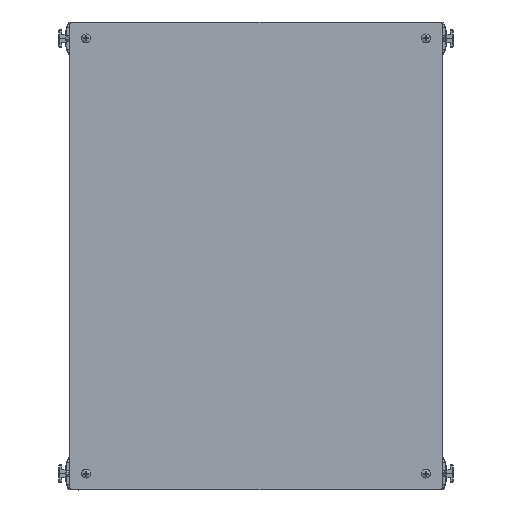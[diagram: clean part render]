
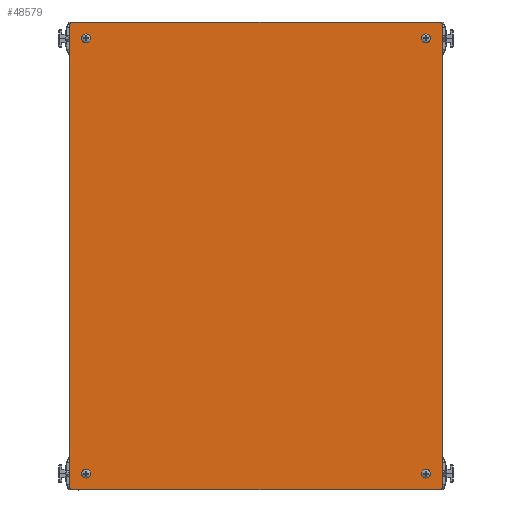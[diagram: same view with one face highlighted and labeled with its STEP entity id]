
A CAD part, top view. The second image highlights one B-rep face of the part: STEP entity #48579.
In plain terms, the highlighted planar face has unit normal (0, 0, 1).
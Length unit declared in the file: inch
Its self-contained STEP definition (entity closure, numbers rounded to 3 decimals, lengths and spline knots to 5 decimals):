
#166 = CARTESIAN_POINT ( 'NONE',  ( 7.74153, 9.51132, 0.04 ) ) ;
#1476 = FACE_BOUND ( 'NONE', #97064, .T. ) ;
#2449 = CARTESIAN_POINT ( 'NONE',  ( 0.05403, -0.17618, 0.04 ) ) ;
#2892 = CIRCLE ( 'NONE', #75176, 0.125 ) ;
#3208 = VERTEX_POINT ( 'NONE', #18934 ) ;
#3270 = CARTESIAN_POINT ( 'NONE',  ( 7.86653, 9.63632, 0.04 ) ) ;
#3732 = VECTOR ( 'NONE', #77841, 39.37008 ) ;
#3940 = CIRCLE ( 'NONE', #61947, 0.125 ) ;
#6486 = VERTEX_POINT ( 'NONE', #44971 ) ;
#7493 = DIRECTION ( 'NONE',  ( -1., 0., 0. ) ) ;
#8383 = CARTESIAN_POINT ( 'NONE',  ( -7.63347, -9.86368, 0.04 ) ) ;
#8725 = CIRCLE ( 'NONE', #63625, 0.125 ) ;
#9982 = EDGE_LOOP ( 'NONE', ( #12631, #15892, #75005, #79085, #24403, #58190, #45547, #39034 ) ) ;
#11825 = CARTESIAN_POINT ( 'NONE',  ( -7.75847, 9.51132, 0.04 ) ) ;
#12631 = ORIENTED_EDGE ( 'NONE', *, *, #16342, .F. ) ;
#12928 = EDGE_CURVE ( 'NONE', #22894, #71757, #84204, .T. ) ;
#12941 = EDGE_CURVE ( 'NONE', #37307, #37307, #85288, .T. ) ;
#14771 = DIRECTION ( 'NONE',  ( -1., 0., 0. ) ) ;
#15137 = VERTEX_POINT ( 'NONE', #11825 ) ;
#15809 = AXIS2_PLACEMENT_3D ( 'NONE', #8383, #96242, #14771 ) ;
#15892 = ORIENTED_EDGE ( 'NONE', *, *, #41749, .F. ) ;
#16342 = EDGE_CURVE ( 'NONE', #17154, #22894, #36826, .T. ) ;
#16385 = CARTESIAN_POINT ( 'NONE',  ( -7.63347, 9.51132, 0.04 ) ) ;
#17154 = VERTEX_POINT ( 'NONE', #73319 ) ;
#18910 = EDGE_CURVE ( 'NONE', #15137, #37214, #8725, .T. ) ;
#18917 = AXIS2_PLACEMENT_3D ( 'NONE', #2449, #92201, #83406 ) ;
#18934 = CARTESIAN_POINT ( 'NONE',  ( -7.75847, -9.86368, 0.04 ) ) ;
#20838 = DIRECTION ( 'NONE',  ( 0., 0., -1. ) ) ;
#22894 = VERTEX_POINT ( 'NONE', #36143 ) ;
#23521 = FACE_BOUND ( 'NONE', #81709, .T. ) ;
#23924 = CARTESIAN_POINT ( 'NONE',  ( 7.86653, -9.98868, 0.04 ) ) ;
#24403 = ORIENTED_EDGE ( 'NONE', *, *, #66902, .F. ) ;
#24406 = DIRECTION ( 'NONE',  ( -1., 0., 0. ) ) ;
#24981 = EDGE_CURVE ( 'NONE', #25454, #25454, #2892, .T. ) ;
#25303 = DIRECTION ( 'NONE',  ( 1., 0., 0. ) ) ;
#25454 = VERTEX_POINT ( 'NONE', #46654 ) ;
#26746 = CARTESIAN_POINT ( 'NONE',  ( 7.74153, -9.86368, 0.04 ) ) ;
#28430 = ORIENTED_EDGE ( 'NONE', *, *, #46515, .T. ) ;
#28600 = EDGE_CURVE ( 'NONE', #62878, #6486, #91143, .T. ) ;
#29013 = LINE ( 'NONE', #59482, #44007 ) ;
#29880 = CIRCLE ( 'NONE', #15809, 0.125 ) ;
#33515 = DIRECTION ( 'NONE',  ( 0., 0., -1. ) ) ;
#34181 = VECTOR ( 'NONE', #91845, 39.37008 ) ;
#34419 = VECTOR ( 'NONE', #24406, 39.37008 ) ;
#35927 = EDGE_CURVE ( 'NONE', #3208, #15137, #38444, .T. ) ;
#36143 = CARTESIAN_POINT ( 'NONE',  ( 7.86653, 9.51132, 0.04 ) ) ;
#36245 = CIRCLE ( 'NONE', #53513, 0.125 ) ;
#36493 = DIRECTION ( 'NONE',  ( 0., 0., -1. ) ) ;
#36826 = CIRCLE ( 'NONE', #83824, 0.125 ) ;
#37214 = VERTEX_POINT ( 'NONE', #62999 ) ;
#37307 = VERTEX_POINT ( 'NONE', #53522 ) ;
#38024 = DIRECTION ( 'NONE',  ( 1., 0., 0. ) ) ;
#38444 = LINE ( 'NONE', #69330, #34181 ) ;
#39034 = ORIENTED_EDGE ( 'NONE', *, *, #12928, .F. ) ;
#39780 = FACE_OUTER_BOUND ( 'NONE', #9982, .T. ) ;
#41749 = EDGE_CURVE ( 'NONE', #37214, #17154, #29013, .T. ) ;
#43082 = ORIENTED_EDGE ( 'NONE', *, *, #24981, .T. ) ;
#44007 = VECTOR ( 'NONE', #73703, 39.37008 ) ;
#44304 = DIRECTION ( 'NONE',  ( 1., 0., 0. ) ) ;
#44499 = EDGE_CURVE ( 'NONE', #71757, #62878, #3940, .T. ) ;
#44971 = CARTESIAN_POINT ( 'NONE',  ( -7.63347, -9.98868, 0.04 ) ) ;
#45547 = ORIENTED_EDGE ( 'NONE', *, *, #44499, .F. ) ;
#46148 = AXIS2_PLACEMENT_3D ( 'NONE', #70498, #69540, #25303 ) ;
#46515 = EDGE_CURVE ( 'NONE', #86293, #86293, #36245, .T. ) ;
#46654 = CARTESIAN_POINT ( 'NONE',  ( 7.30403, -9.30118, 0.04 ) ) ;
#48579 = ADVANCED_FACE ( 'NONE', ( #83886, #23521, #82910, #1476, #39780 ), #53528, .T. ) ;
#49859 = CARTESIAN_POINT ( 'NONE',  ( 7.17903, -9.30118, 0.04 ) ) ;
#51290 = DIRECTION ( 'NONE',  ( 0., 0., -1. ) ) ;
#53513 = AXIS2_PLACEMENT_3D ( 'NONE', #89354, #90323, #44304 ) ;
#53522 = CARTESIAN_POINT ( 'NONE',  ( -6.94547, 8.94882, 0.04 ) ) ;
#53528 = PLANE ( 'NONE',  #18917 ) ;
#53754 = EDGE_CURVE ( 'NONE', #95114, #95114, #80290, .T. ) ;
#54668 = DIRECTION ( 'NONE',  ( 0., 0., -1. ) ) ;
#56905 = CARTESIAN_POINT ( 'NONE',  ( -6.94547, -9.30118, 0.04 ) ) ;
#58190 = ORIENTED_EDGE ( 'NONE', *, *, #28600, .F. ) ;
#59482 = CARTESIAN_POINT ( 'NONE',  ( -7.75847, 9.63632, 0.04 ) ) ;
#61947 = AXIS2_PLACEMENT_3D ( 'NONE', #26746, #20838, #80719 ) ;
#62878 = VERTEX_POINT ( 'NONE', #89633 ) ;
#62999 = CARTESIAN_POINT ( 'NONE',  ( -7.63347, 9.63632, 0.04 ) ) ;
#63625 = AXIS2_PLACEMENT_3D ( 'NONE', #16385, #54668, #38024 ) ;
#63927 = ORIENTED_EDGE ( 'NONE', *, *, #53754, .T. ) ;
#66902 = EDGE_CURVE ( 'NONE', #6486, #3208, #29880, .T. ) ;
#69330 = CARTESIAN_POINT ( 'NONE',  ( -7.75847, -9.98868, 0.04 ) ) ;
#69540 = DIRECTION ( 'NONE',  ( 0., 0., -1. ) ) ;
#70498 = CARTESIAN_POINT ( 'NONE',  ( -7.07047, 8.94882, 0.04 ) ) ;
#71537 = EDGE_LOOP ( 'NONE', ( #28430 ) ) ;
#71616 = CARTESIAN_POINT ( 'NONE',  ( 7.86653, -9.86368, 0.04 ) ) ;
#71757 = VERTEX_POINT ( 'NONE', #71616 ) ;
#71900 = EDGE_LOOP ( 'NONE', ( #63927 ) ) ;
#72255 = DIRECTION ( 'NONE',  ( 1., 0., 0. ) ) ;
#72582 = CARTESIAN_POINT ( 'NONE',  ( 7.30403, 8.94882, 0.04 ) ) ;
#73319 = CARTESIAN_POINT ( 'NONE',  ( 7.74153, 9.63632, 0.04 ) ) ;
#73703 = DIRECTION ( 'NONE',  ( 1., 0., 0. ) ) ;
#75005 = ORIENTED_EDGE ( 'NONE', *, *, #18910, .F. ) ;
#75176 = AXIS2_PLACEMENT_3D ( 'NONE', #49859, #51290, #95400 ) ;
#77841 = DIRECTION ( 'NONE',  ( 0., -1., 0. ) ) ;
#79085 = ORIENTED_EDGE ( 'NONE', *, *, #35927, .F. ) ;
#80290 = CIRCLE ( 'NONE', #94430, 0.125 ) ;
#80719 = DIRECTION ( 'NONE',  ( -1., 0., 0. ) ) ;
#81709 = EDGE_LOOP ( 'NONE', ( #83911 ) ) ;
#82910 = FACE_BOUND ( 'NONE', #71900, .T. ) ;
#83406 = DIRECTION ( 'NONE',  ( 1., 0., 0. ) ) ;
#83824 = AXIS2_PLACEMENT_3D ( 'NONE', #166, #36493, #7493 ) ;
#83886 = FACE_BOUND ( 'NONE', #71537, .T. ) ;
#83911 = ORIENTED_EDGE ( 'NONE', *, *, #12941, .T. ) ;
#84204 = LINE ( 'NONE', #3270, #3732 ) ;
#85288 = CIRCLE ( 'NONE', #46148, 0.125 ) ;
#86293 = VERTEX_POINT ( 'NONE', #56905 ) ;
#86954 = CARTESIAN_POINT ( 'NONE',  ( 7.17903, 8.94882, 0.04 ) ) ;
#89354 = CARTESIAN_POINT ( 'NONE',  ( -7.07047, -9.30118, 0.04 ) ) ;
#89633 = CARTESIAN_POINT ( 'NONE',  ( 7.74153, -9.98868, 0.04 ) ) ;
#90323 = DIRECTION ( 'NONE',  ( 0., 0., -1. ) ) ;
#91143 = LINE ( 'NONE', #23924, #34419 ) ;
#91845 = DIRECTION ( 'NONE',  ( 0., 1., 0. ) ) ;
#92201 = DIRECTION ( 'NONE',  ( 0., 0., 1. ) ) ;
#94430 = AXIS2_PLACEMENT_3D ( 'NONE', #86954, #33515, #72255 ) ;
#95114 = VERTEX_POINT ( 'NONE', #72582 ) ;
#95400 = DIRECTION ( 'NONE',  ( 1., 0., 0. ) ) ;
#96242 = DIRECTION ( 'NONE',  ( 0., 0., -1. ) ) ;
#97064 = EDGE_LOOP ( 'NONE', ( #43082 ) ) ;
